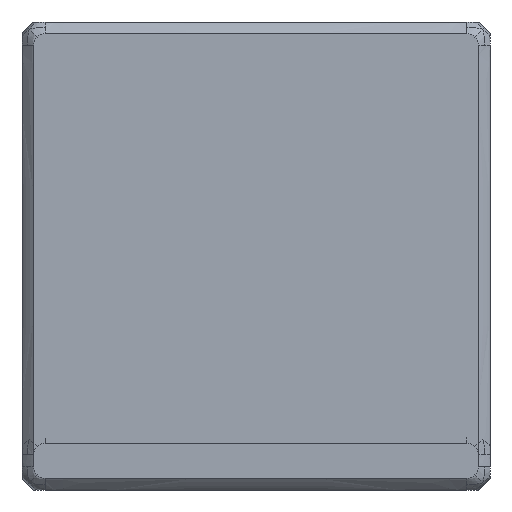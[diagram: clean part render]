
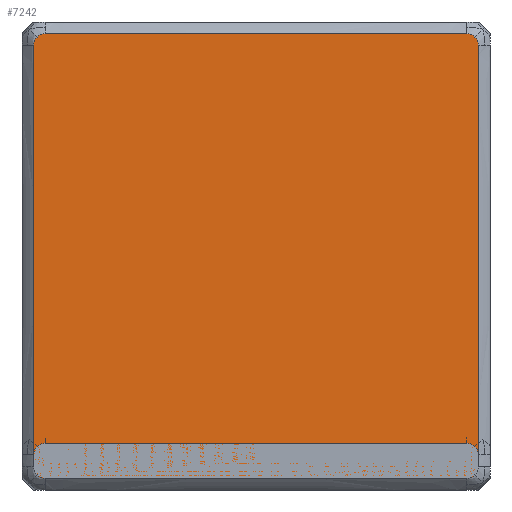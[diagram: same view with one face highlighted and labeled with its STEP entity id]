
A CAD part, front view. The second image highlights one B-rep face of the part: STEP entity #7242.
In plain terms, the highlighted planar face has unit normal (0, -1, 0).
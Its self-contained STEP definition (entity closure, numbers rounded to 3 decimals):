
#68=PLANE('',#7560);
#519=FACE_OUTER_BOUND('',#970,.T.);
#970=EDGE_LOOP('',(#6120,#6121,#6122,#6123,#6124,#6125,#6126,#6127,#6128,
#6129,#6130,#6131));
#1094=CIRCLE('',#7386,0.1);
#1095=CIRCLE('',#7387,0.1);
#1120=CIRCLE('',#7412,0.1);
#1121=CIRCLE('',#7413,0.1);
#1125=CIRCLE('',#7417,0.1);
#1126=CIRCLE('',#7418,0.1);
#1153=CIRCLE('',#7445,0.1);
#1154=CIRCLE('',#7446,0.1);
#1995=B_SPLINE_CURVE_WITH_KNOTS('',3,(#26321,#26322,#26323,#26324),
 .UNSPECIFIED.,.F.,.F.,(4,4),(0.02,0.38),
 .UNSPECIFIED.);
#1997=B_SPLINE_CURVE_WITH_KNOTS('',3,(#26401,#26402,#26403,#26404),
 .UNSPECIFIED.,.F.,.F.,(4,4),(-0.38,-0.02),
 .UNSPECIFIED.);
#2024=B_SPLINE_CURVE_WITH_KNOTS('',3,(#27098,#27099,#27100,#27101),
 .UNSPECIFIED.,.F.,.F.,(4,4),(0.02,0.38),
 .UNSPECIFIED.);
#2026=B_SPLINE_CURVE_WITH_KNOTS('',3,(#27138,#27139,#27140,#27141),
 .UNSPECIFIED.,.F.,.F.,(4,4),(-0.38,-0.02),
 .UNSPECIFIED.);
#2390=VERTEX_POINT('',#14593);
#2391=VERTEX_POINT('',#14600);
#2393=VERTEX_POINT('',#14651);
#2474=VERTEX_POINT('',#16509);
#2475=VERTEX_POINT('',#16516);
#2477=VERTEX_POINT('',#16567);
#2486=VERTEX_POINT('',#16772);
#2487=VERTEX_POINT('',#16779);
#2489=VERTEX_POINT('',#16830);
#2582=VERTEX_POINT('',#19071);
#2583=VERTEX_POINT('',#19078);
#2585=VERTEX_POINT('',#19129);
#3234=EDGE_CURVE('',#2390,#2391,#1094,.T.);
#3238=EDGE_CURVE('',#2393,#2390,#1095,.T.);
#3346=EDGE_CURVE('',#2474,#2475,#1120,.T.);
#3350=EDGE_CURVE('',#2477,#2474,#1121,.T.);
#3362=EDGE_CURVE('',#2486,#2487,#1125,.T.);
#3366=EDGE_CURVE('',#2489,#2486,#1126,.T.);
#3490=EDGE_CURVE('',#2582,#2583,#1153,.T.);
#3494=EDGE_CURVE('',#2585,#2582,#1154,.T.);
#3879=EDGE_CURVE('',#2583,#2489,#1995,.T.);
#3882=EDGE_CURVE('',#2475,#2585,#1997,.T.);
#3915=EDGE_CURVE('',#2487,#2393,#2024,.T.);
#3917=EDGE_CURVE('',#2391,#2477,#2026,.T.);
#6120=ORIENTED_EDGE('',*,*,#3238,.F.);
#6121=ORIENTED_EDGE('',*,*,#3915,.F.);
#6122=ORIENTED_EDGE('',*,*,#3362,.F.);
#6123=ORIENTED_EDGE('',*,*,#3366,.F.);
#6124=ORIENTED_EDGE('',*,*,#3879,.F.);
#6125=ORIENTED_EDGE('',*,*,#3490,.F.);
#6126=ORIENTED_EDGE('',*,*,#3494,.F.);
#6127=ORIENTED_EDGE('',*,*,#3882,.F.);
#6128=ORIENTED_EDGE('',*,*,#3346,.F.);
#6129=ORIENTED_EDGE('',*,*,#3350,.F.);
#6130=ORIENTED_EDGE('',*,*,#3917,.F.);
#6131=ORIENTED_EDGE('',*,*,#3234,.F.);
#7242=ADVANCED_FACE('',(#519),#68,.T.);
#7386=AXIS2_PLACEMENT_3D('',#14601,#7807,#7808);
#7387=AXIS2_PLACEMENT_3D('',#14658,#7809,#7810);
#7412=AXIS2_PLACEMENT_3D('',#16517,#7859,#7860);
#7413=AXIS2_PLACEMENT_3D('',#16574,#7861,#7862);
#7417=AXIS2_PLACEMENT_3D('',#16780,#7869,#7870);
#7418=AXIS2_PLACEMENT_3D('',#16837,#7871,#7872);
#7445=AXIS2_PLACEMENT_3D('',#19079,#7925,#7926);
#7446=AXIS2_PLACEMENT_3D('',#19136,#7927,#7928);
#7560=AXIS2_PLACEMENT_3D('',#29488,#8155,#8156);
#7807=DIRECTION('center_axis',(0.,1.,0.));
#7808=DIRECTION('ref_axis',(-0.707,0.,0.707));
#7809=DIRECTION('center_axis',(0.,1.,0.));
#7810=DIRECTION('ref_axis',(-0.707,0.,0.707));
#7859=DIRECTION('center_axis',(0.,1.,0.));
#7860=DIRECTION('ref_axis',(0.707,0.,0.707));
#7861=DIRECTION('center_axis',(0.,1.,0.));
#7862=DIRECTION('ref_axis',(0.707,0.,0.707));
#7869=DIRECTION('center_axis',(0.,1.,0.));
#7870=DIRECTION('ref_axis',(-0.707,0.,-0.707));
#7871=DIRECTION('center_axis',(0.,1.,0.));
#7872=DIRECTION('ref_axis',(-0.707,0.,-0.707));
#7925=DIRECTION('center_axis',(0.,1.,0.));
#7926=DIRECTION('ref_axis',(0.707,0.,-0.707));
#7927=DIRECTION('center_axis',(0.,1.,0.));
#7928=DIRECTION('ref_axis',(0.707,0.,-0.707));
#8155=DIRECTION('center_axis',(0.,-1.,0.));
#8156=DIRECTION('ref_axis',(1.,0.,0.));
#14593=CARTESIAN_POINT('',(-3.871,0.,3.871));
#14600=CARTESIAN_POINT('',(-3.8,0.,3.9));
#14601=CARTESIAN_POINT('Origin',(-3.8,0.,3.8));
#14651=CARTESIAN_POINT('',(-3.9,0.,3.8));
#14658=CARTESIAN_POINT('Origin',(-3.8,0.,3.8));
#16509=CARTESIAN_POINT('',(-0.129,0.,3.871));
#16516=CARTESIAN_POINT('',(-0.1,0.,3.8));
#16517=CARTESIAN_POINT('Origin',(-0.2,0.,3.8));
#16567=CARTESIAN_POINT('',(-0.2,0.,3.9));
#16574=CARTESIAN_POINT('Origin',(-0.2,0.,3.8));
#16772=CARTESIAN_POINT('',(-3.871,0.,0.129));
#16779=CARTESIAN_POINT('',(-3.9,0.,0.2));
#16780=CARTESIAN_POINT('Origin',(-3.8,0.,0.2));
#16830=CARTESIAN_POINT('',(-3.8,0.,0.1));
#16837=CARTESIAN_POINT('Origin',(-3.8,0.,0.2));
#19071=CARTESIAN_POINT('',(-0.129,0.,0.129));
#19078=CARTESIAN_POINT('',(-0.2,0.,0.1));
#19079=CARTESIAN_POINT('Origin',(-0.2,0.,0.2));
#19129=CARTESIAN_POINT('',(-0.1,0.,0.2));
#19136=CARTESIAN_POINT('Origin',(-0.2,0.,0.2));
#26321=CARTESIAN_POINT('Ctrl Pts',(-0.2,0.,0.1));
#26322=CARTESIAN_POINT('Ctrl Pts',(-1.4,0.,0.1));
#26323=CARTESIAN_POINT('Ctrl Pts',(-2.6,0.,0.1));
#26324=CARTESIAN_POINT('Ctrl Pts',(-3.8,0.,0.1));
#26401=CARTESIAN_POINT('Ctrl Pts',(-0.1,0.,3.8));
#26402=CARTESIAN_POINT('Ctrl Pts',(-0.1,0.,2.6));
#26403=CARTESIAN_POINT('Ctrl Pts',(-0.1,0.,1.4));
#26404=CARTESIAN_POINT('Ctrl Pts',(-0.1,0.,0.2));
#27098=CARTESIAN_POINT('Ctrl Pts',(-3.9,0.,0.2));
#27099=CARTESIAN_POINT('Ctrl Pts',(-3.9,0.,1.4));
#27100=CARTESIAN_POINT('Ctrl Pts',(-3.9,0.,2.6));
#27101=CARTESIAN_POINT('Ctrl Pts',(-3.9,0.,3.8));
#27138=CARTESIAN_POINT('Ctrl Pts',(-3.8,0.,3.9));
#27139=CARTESIAN_POINT('Ctrl Pts',(-2.6,0.,3.9));
#27140=CARTESIAN_POINT('Ctrl Pts',(-1.4,0.,3.9));
#27141=CARTESIAN_POINT('Ctrl Pts',(-0.2,0.,3.9));
#29488=CARTESIAN_POINT('Origin',(-4.,0.,0.));
